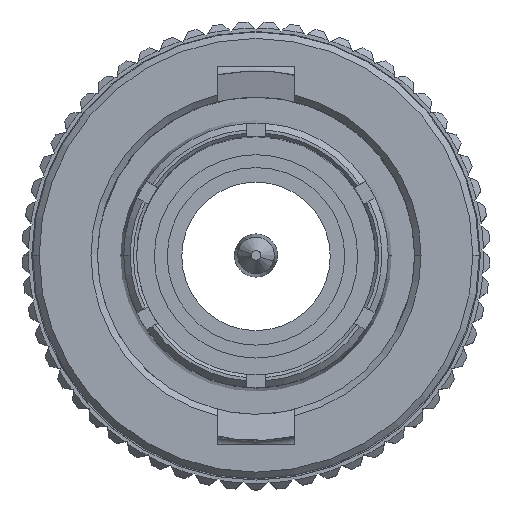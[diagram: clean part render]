
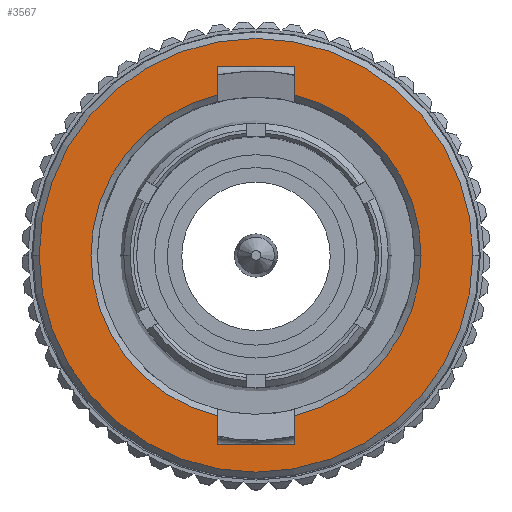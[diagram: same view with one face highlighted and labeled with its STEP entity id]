
A CAD part, top view. The second image highlights one B-rep face of the part: STEP entity #3567.
In plain terms, the highlighted planar face has unit normal (0, 0, 1).
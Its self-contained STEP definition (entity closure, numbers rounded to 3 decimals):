
#65 = CARTESIAN_POINT ( 'NONE',  ( 2.642, 3.449, 13.226 ) ) ;
#207 = ORIENTED_EDGE ( 'NONE', *, *, #908, .T. ) ;
#239 = DIRECTION ( 'NONE',  ( -1., 0., 0. ) ) ;
#804 = AXIS2_PLACEMENT_3D ( 'NONE', #7108, #9158, #8132 ) ;
#876 = CIRCLE ( 'NONE', #13469, 6.72 ) ;
#908 = EDGE_CURVE ( 'NONE', #7267, #9166, #8114, .T. ) ;
#1107 = AXIS2_PLACEMENT_3D ( 'NONE', #4287, #11981, #239 ) ;
#1352 = ORIENTED_EDGE ( 'NONE', *, *, #3676, .F. ) ;
#1368 = CARTESIAN_POINT ( 'NONE',  ( 0.242, 4.327, 13.226 ) ) ;
#1409 = CARTESIAN_POINT ( 'NONE',  ( 0.242, 4.327, 13.226 ) ) ;
#2094 = EDGE_LOOP ( 'NONE', ( #8990, #12621 ) ) ;
#2354 = AXIS2_PLACEMENT_3D ( 'NONE', #12541, #5092, #13589 ) ;
#2815 = ORIENTED_EDGE ( 'NONE', *, *, #11681, .F. ) ;
#2823 = LINE ( 'NONE', #6118, #5042 ) ;
#3007 = CARTESIAN_POINT ( 'NONE',  ( -5.278, -1.523, 13.226 ) ) ;
#3041 = CIRCLE ( 'NONE', #804, 5.115 ) ;
#3171 = EDGE_CURVE ( 'NONE', #6249, #8761, #5743, .T. ) ;
#3306 = LINE ( 'NONE', #10658, #8733 ) ;
#3339 = DIRECTION ( 'NONE',  ( -1., 0., 0. ) ) ;
#3357 = VERTEX_POINT ( 'NONE', #9300 ) ;
#3567 = ADVANCED_FACE ( 'NONE', ( #5161, #7291 ), #11501, .T. ) ;
#3676 = EDGE_CURVE ( 'NONE', #5152, #6625, #3306, .T. ) ;
#4086 = CARTESIAN_POINT ( 'NONE',  ( 6.557, -1.523, 13.226 ) ) ;
#4264 = EDGE_CURVE ( 'NONE', #9166, #7994, #3041, .T. ) ;
#4280 = CIRCLE ( 'NONE', #7991, 6.72 ) ;
#4287 = CARTESIAN_POINT ( 'NONE',  ( 1.442, -1.523, 13.226 ) ) ;
#4909 = VECTOR ( 'NONE', #8744, 1000. ) ;
#5042 = VECTOR ( 'NONE', #9015, 1000. ) ;
#5092 = DIRECTION ( 'NONE',  ( 0., 0., 1. ) ) ;
#5152 = VERTEX_POINT ( 'NONE', #9902 ) ;
#5161 = FACE_BOUND ( 'NONE', #7698, .T. ) ;
#5199 = LINE ( 'NONE', #6300, #10615 ) ;
#5239 = EDGE_CURVE ( 'NONE', #6625, #7180, #2823, .T. ) ;
#5396 = CARTESIAN_POINT ( 'NONE',  ( 0.242, 3.449, 13.226 ) ) ;
#5397 = DIRECTION ( 'NONE',  ( 0., 0., -1. ) ) ;
#5472 = DIRECTION ( 'NONE',  ( -1., 0., 0. ) ) ;
#5667 = ORIENTED_EDGE ( 'NONE', *, *, #3171, .F. ) ;
#5743 = LINE ( 'NONE', #7937, #13604 ) ;
#5926 = AXIS2_PLACEMENT_3D ( 'NONE', #6491, #5397, #3339 ) ;
#6118 = CARTESIAN_POINT ( 'NONE',  ( 0.242, 4.327, 13.226 ) ) ;
#6249 = VERTEX_POINT ( 'NONE', #10673 ) ;
#6300 = CARTESIAN_POINT ( 'NONE',  ( 2.642, 4.327, 13.226 ) ) ;
#6329 = LINE ( 'NONE', #6466, #11233 ) ;
#6398 = CIRCLE ( 'NONE', #1107, 5.115 ) ;
#6438 = DIRECTION ( 'NONE',  ( 0., 1., 0. ) ) ;
#6466 = CARTESIAN_POINT ( 'NONE',  ( 2.642, 4.327, 13.226 ) ) ;
#6491 = CARTESIAN_POINT ( 'NONE',  ( 1.442, -1.523, 13.226 ) ) ;
#6625 = VERTEX_POINT ( 'NONE', #1409 ) ;
#6670 = VERTEX_POINT ( 'NONE', #3007 ) ;
#6860 = EDGE_CURVE ( 'NONE', #6670, #3357, #876, .T. ) ;
#6973 = DIRECTION ( 'NONE',  ( 0., 0., -1. ) ) ;
#7106 = CARTESIAN_POINT ( 'NONE',  ( 2.642, -7.373, 13.226 ) ) ;
#7108 = CARTESIAN_POINT ( 'NONE',  ( 1.442, -1.523, 13.226 ) ) ;
#7180 = VERTEX_POINT ( 'NONE', #5396 ) ;
#7267 = VERTEX_POINT ( 'NONE', #65 ) ;
#7291 = FACE_OUTER_BOUND ( 'NONE', #2094, .T. ) ;
#7486 = DIRECTION ( 'NONE',  ( -1., 0., 0. ) ) ;
#7698 = EDGE_LOOP ( 'NONE', ( #7939, #207, #12480, #13510, #5667, #2815, #13166, #11234, #1352 ) ) ;
#7937 = CARTESIAN_POINT ( 'NONE',  ( 0.242, -7.373, 13.226 ) ) ;
#7939 = ORIENTED_EDGE ( 'NONE', *, *, #10179, .F. ) ;
#7991 = AXIS2_PLACEMENT_3D ( 'NONE', #11250, #6973, #9998 ) ;
#7994 = VERTEX_POINT ( 'NONE', #13374 ) ;
#8114 = CIRCLE ( 'NONE', #5926, 5.115 ) ;
#8132 = DIRECTION ( 'NONE',  ( -1., 0., 0. ) ) ;
#8733 = VECTOR ( 'NONE', #7486, 1000. ) ;
#8744 = DIRECTION ( 'NONE',  ( 0., -1., 0. ) ) ;
#8761 = VERTEX_POINT ( 'NONE', #7106 ) ;
#8990 = ORIENTED_EDGE ( 'NONE', *, *, #6860, .F. ) ;
#9015 = DIRECTION ( 'NONE',  ( 0., -1., 0. ) ) ;
#9158 = DIRECTION ( 'NONE',  ( 0., 0., -1. ) ) ;
#9166 = VERTEX_POINT ( 'NONE', #4086 ) ;
#9300 = CARTESIAN_POINT ( 'NONE',  ( 8.162, -1.523, 13.226 ) ) ;
#9588 = CARTESIAN_POINT ( 'NONE',  ( 1.442, -1.523, 13.226 ) ) ;
#9902 = CARTESIAN_POINT ( 'NONE',  ( 2.642, 4.327, 13.226 ) ) ;
#9998 = DIRECTION ( 'NONE',  ( -1., 0., 0. ) ) ;
#10033 = VERTEX_POINT ( 'NONE', #13256 ) ;
#10179 = EDGE_CURVE ( 'NONE', #7267, #5152, #6329, .T. ) ;
#10290 = EDGE_CURVE ( 'NONE', #10033, #7180, #6398, .T. ) ;
#10525 = DIRECTION ( 'NONE',  ( 0., 1., 0. ) ) ;
#10615 = VECTOR ( 'NONE', #6438, 1000. ) ;
#10658 = CARTESIAN_POINT ( 'NONE',  ( 0.242, 4.327, 13.226 ) ) ;
#10673 = CARTESIAN_POINT ( 'NONE',  ( 0.242, -7.373, 13.226 ) ) ;
#10818 = LINE ( 'NONE', #1368, #4909 ) ;
#11046 = DIRECTION ( 'NONE',  ( 1., 0., 0. ) ) ;
#11233 = VECTOR ( 'NONE', #10525, 1000. ) ;
#11234 = ORIENTED_EDGE ( 'NONE', *, *, #5239, .F. ) ;
#11250 = CARTESIAN_POINT ( 'NONE',  ( 1.442, -1.523, 13.226 ) ) ;
#11296 = EDGE_CURVE ( 'NONE', #3357, #6670, #4280, .T. ) ;
#11501 = PLANE ( 'NONE',  #2354 ) ;
#11681 = EDGE_CURVE ( 'NONE', #10033, #6249, #10818, .T. ) ;
#11981 = DIRECTION ( 'NONE',  ( 0., 0., -1. ) ) ;
#12275 = EDGE_CURVE ( 'NONE', #8761, #7994, #5199, .T. ) ;
#12480 = ORIENTED_EDGE ( 'NONE', *, *, #4264, .T. ) ;
#12541 = CARTESIAN_POINT ( 'NONE',  ( 1.442, 3.592, 13.226 ) ) ;
#12588 = DIRECTION ( 'NONE',  ( 0., 0., -1. ) ) ;
#12621 = ORIENTED_EDGE ( 'NONE', *, *, #11296, .F. ) ;
#13166 = ORIENTED_EDGE ( 'NONE', *, *, #10290, .T. ) ;
#13256 = CARTESIAN_POINT ( 'NONE',  ( 0.242, -6.496, 13.226 ) ) ;
#13374 = CARTESIAN_POINT ( 'NONE',  ( 2.642, -6.496, 13.226 ) ) ;
#13469 = AXIS2_PLACEMENT_3D ( 'NONE', #9588, #12588, #5472 ) ;
#13510 = ORIENTED_EDGE ( 'NONE', *, *, #12275, .F. ) ;
#13589 = DIRECTION ( 'NONE',  ( 1., 0., 0. ) ) ;
#13604 = VECTOR ( 'NONE', #11046, 1000. ) ;
